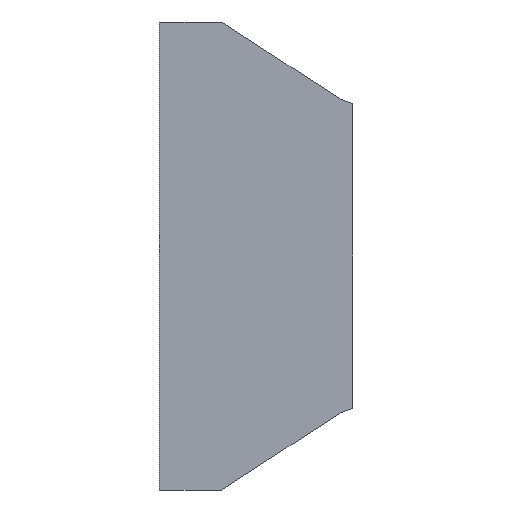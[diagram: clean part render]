
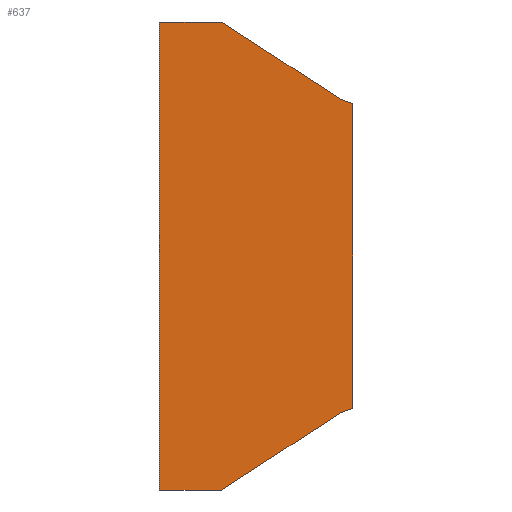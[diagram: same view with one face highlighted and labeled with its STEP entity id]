
A CAD part, left-side view. The second image highlights one B-rep face of the part: STEP entity #637.
In plain terms, the highlighted planar face has unit normal (-1, 0, 0).
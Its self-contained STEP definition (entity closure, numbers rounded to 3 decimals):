
#42=B_SPLINE_CURVE_WITH_KNOTS('',3,(#942,#943,#944,#945,#946,#947,#948,
#949,#950,#951),.UNSPECIFIED.,.F.,.F.,(4,2,2,2,4),(1.143,1.229,
1.551,1.772,1.923),.UNSPECIFIED.);
#43=B_SPLINE_CURVE_WITH_KNOTS('',3,(#954,#955,#956,#957,#958,#959,#960,
#961,#962,#963),.UNSPECIFIED.,.F.,.F.,(4,2,2,2,4),(0.131,0.215,
0.334,0.516,0.548),.UNSPECIFIED.);
#56=FACE_OUTER_BOUND('',#86,.T.);
#86=EDGE_LOOP('',(#430,#431,#432,#433,#434,#435,#436,#437,#438,#439));
#122=LINE('',#887,#190);
#142=LINE('',#929,#210);
#144=LINE('',#933,#212);
#145=LINE('',#935,#213);
#146=LINE('',#937,#214);
#147=LINE('',#939,#215);
#148=LINE('',#940,#216);
#149=LINE('',#953,#217);
#190=VECTOR('',#734,10.);
#210=VECTOR('',#762,10.);
#212=VECTOR('',#766,10.);
#213=VECTOR('',#767,10.);
#214=VECTOR('',#768,10.);
#215=VECTOR('',#769,10.);
#216=VECTOR('',#770,10.);
#217=VECTOR('',#771,10.);
#258=VERTEX_POINT('',#885);
#259=VERTEX_POINT('',#886);
#276=VERTEX_POINT('',#926);
#277=VERTEX_POINT('',#928);
#278=VERTEX_POINT('',#932);
#279=VERTEX_POINT('',#934);
#280=VERTEX_POINT('',#936);
#281=VERTEX_POINT('',#938);
#282=VERTEX_POINT('',#941);
#283=VERTEX_POINT('',#952);
#318=EDGE_CURVE('',#258,#259,#122,.T.);
#338=EDGE_CURVE('',#277,#276,#142,.T.);
#340=EDGE_CURVE('',#278,#259,#144,.T.);
#341=EDGE_CURVE('',#279,#278,#145,.T.);
#342=EDGE_CURVE('',#280,#279,#146,.T.);
#343=EDGE_CURVE('',#281,#280,#147,.T.);
#344=EDGE_CURVE('',#277,#281,#148,.T.);
#345=EDGE_CURVE('',#282,#276,#42,.T.);
#346=EDGE_CURVE('',#283,#282,#149,.T.);
#347=EDGE_CURVE('',#258,#283,#43,.T.);
#430=ORIENTED_EDGE('',*,*,#318,.T.);
#431=ORIENTED_EDGE('',*,*,#340,.F.);
#432=ORIENTED_EDGE('',*,*,#341,.F.);
#433=ORIENTED_EDGE('',*,*,#342,.F.);
#434=ORIENTED_EDGE('',*,*,#343,.F.);
#435=ORIENTED_EDGE('',*,*,#344,.F.);
#436=ORIENTED_EDGE('',*,*,#338,.T.);
#437=ORIENTED_EDGE('',*,*,#345,.F.);
#438=ORIENTED_EDGE('',*,*,#346,.F.);
#439=ORIENTED_EDGE('',*,*,#347,.F.);
#584=PLANE('',#690);
#637=ADVANCED_FACE('',(#56),#584,.F.);
#690=AXIS2_PLACEMENT_3D('',#931,#764,#765);
#734=DIRECTION('',(0.,0.839,0.545));
#762=DIRECTION('',(0.,-0.839,0.545));
#764=DIRECTION('center_axis',(1.,0.,0.));
#765=DIRECTION('ref_axis',(0.,0.,-1.));
#766=DIRECTION('',(0.,-1.,0.));
#767=DIRECTION('',(0.,-1.,0.));
#768=DIRECTION('',(0.,0.,1.));
#769=DIRECTION('',(0.,1.,0.));
#770=DIRECTION('',(0.,1.,0.));
#771=DIRECTION('',(0.,0.,-1.));
#885=CARTESIAN_POINT('',(-40.,-56.,-24.68));
#886=CARTESIAN_POINT('',(-40.,-18.,0.));
#887=CARTESIAN_POINT('',(-40.,-67.214,-31.963));
#926=CARTESIAN_POINT('',(-40.,-56.,-125.32));
#928=CARTESIAN_POINT('',(-40.,-18.,-150.));
#929=CARTESIAN_POINT('',(-40.,-72.216,-114.788));
#931=CARTESIAN_POINT('Origin',(-40.,-60.524,-150.));
#932=CARTESIAN_POINT('',(-40.,-2.,0.));
#933=CARTESIAN_POINT('',(-40.,-2.,0.));
#934=CARTESIAN_POINT('',(-40.,2.,0.));
#935=CARTESIAN_POINT('',(-40.,-31.262,0.));
#936=CARTESIAN_POINT('',(-40.,2.,-150.));
#937=CARTESIAN_POINT('',(-40.,2.,-112.5));
#938=CARTESIAN_POINT('',(-40.,-2.,-150.));
#939=CARTESIAN_POINT('',(-40.,-31.262,-150.));
#940=CARTESIAN_POINT('',(-40.,2.524,-150.));
#941=CARTESIAN_POINT('',(-40.,-60.,-123.851));
#942=CARTESIAN_POINT('Ctrl Pts',(-40.,-60.,-123.851));
#943=CARTESIAN_POINT('Ctrl Pts',(-40.,-59.841,-123.888));
#944=CARTESIAN_POINT('Ctrl Pts',(-40.,-59.686,-123.926));
#945=CARTESIAN_POINT('Ctrl Pts',(-40.,-58.967,-124.115));
#946=CARTESIAN_POINT('Ctrl Pts',(-40.,-58.424,-124.289));
#947=CARTESIAN_POINT('Ctrl Pts',(-40.,-57.491,-124.647));
#948=CARTESIAN_POINT('Ctrl Pts',(-40.,-57.131,-124.801));
#949=CARTESIAN_POINT('Ctrl Pts',(-40.,-56.502,-125.085));
#950=CARTESIAN_POINT('Ctrl Pts',(-40.,-56.25,-125.203));
#951=CARTESIAN_POINT('Ctrl Pts',(-40.,-56.,-125.32));
#952=CARTESIAN_POINT('',(-40.,-60.,-26.149));
#953=CARTESIAN_POINT('',(-40.,-60.,-150.));
#954=CARTESIAN_POINT('Ctrl Pts',(-40.,-56.,-24.68));
#955=CARTESIAN_POINT('Ctrl Pts',(-40.,-56.26,-24.802));
#956=CARTESIAN_POINT('Ctrl Pts',(-40.,-56.523,-24.925));
#957=CARTESIAN_POINT('Ctrl Pts',(-40.,-57.166,-25.214));
#958=CARTESIAN_POINT('Ctrl Pts',(-40.,-57.528,-25.368));
#959=CARTESIAN_POINT('Ctrl Pts',(-40.,-58.499,-25.738));
#960=CARTESIAN_POINT('Ctrl Pts',(-40.,-59.076,-25.918));
#961=CARTESIAN_POINT('Ctrl Pts',(-40.,-59.786,-26.098));
#962=CARTESIAN_POINT('Ctrl Pts',(-40.,-59.893,-26.124));
#963=CARTESIAN_POINT('Ctrl Pts',(-40.,-60.,-26.149));
